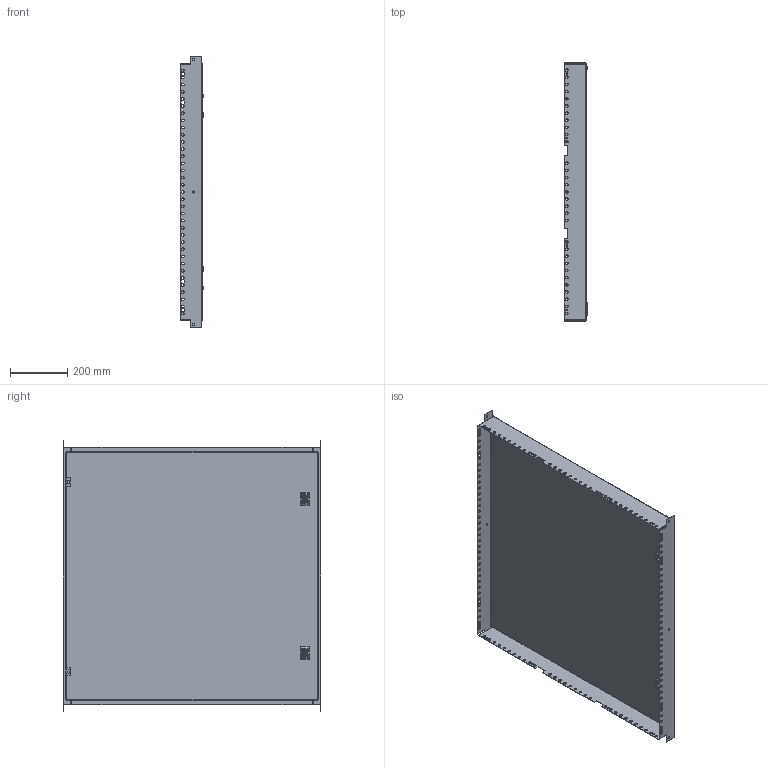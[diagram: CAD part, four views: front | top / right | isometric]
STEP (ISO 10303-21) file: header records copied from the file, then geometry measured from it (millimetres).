
FILE_DESCRIPTION (( 'STEP AP203' ), '1' );
FILE_NAME ('R5PIE10100.step', '2011-12-15T06:46:49', ( 'User' ), ( 'DKC' ), 'SwSTEP 2.0', 'SolidWorks 2011', '' );
FILE_SCHEMA (( 'CONFIG_CONTROL_DESIGN' ));
Length unit declared in the file: millimetre
Products named in the file (16): Traversa orizzontale telaio porta interna_1000; Montante porta interna_1000; Sviluppo porta interna quadro_1000x1000; R5PIE10100; Capscrew with recessed hexahedron M6 x 10_ISO 4762 M6 x 10 --- 10S; Ïåòëÿ âíóòðåííåé äâåðè; axis_Default; ïåòëÿ öåíòð; ïåòëÿ; MOLLA AC00C344_AC00C344; Handle internal door; AC00C348; Hex Flange Bolt M6x10_ISO 4162 - M6 x 12 x 12-S; Linguetta per porte interne AC00C537_Default; Inserto a doppio pettine AC00C443_AC00C343; BASETTA ESTERNA PER BOX AC00C503_AC00C503
Assembly tree (21 placements, depth 3):
  R5PIE10100
    Montante porta interna_1000  x2
    Ïåòëÿ âíóòðåííåé äâåðè  x2
      ïåòëÿ öåíòð
      ïåòëÿ
      axis_Default
    Capscrew with recessed hexahedron M6 x 10_ISO 4762 M6 x 10 --- 10S  x2
    Traversa orizzontale telaio porta interna_1000  x2
    MOLLA AC00C344_AC00C344  x2
    Handle internal door  x2
      Hex Flange Bolt M6x10_ISO 4162 - M6 x 12 x 12-S
      Linguetta per porte interne AC00C537_Default
      AC00C348
      Inserto a doppio pettine AC00C443_AC00C343
      BASETTA ESTERNA PER BOX AC00C503_AC00C503
    Sviluppo porta interna quadro_1000x1000
Bounding box: 83.1 x 900.5 x 950 mm (x, y, z)
Volume: 2411600.6 mm3; surface area: 2436521.9 mm2
Topology: 25 solids, 25 shells, 2092 faces, 5552 edges, 3568 vertices
Faces by surface type: cylinder 838, plane 776, bspline 204, cone 186, torus 76, sphere 12
Entity records: 39522 total; most frequent: CARTESIAN_POINT 8557, ORIENTED_EDGE 6120, DIRECTION 5978, EDGE_CURVE 3060, AXIS2_PLACEMENT_3D 2179, VERTEX_POINT 1964, VECTOR 1620, LINE 1620
